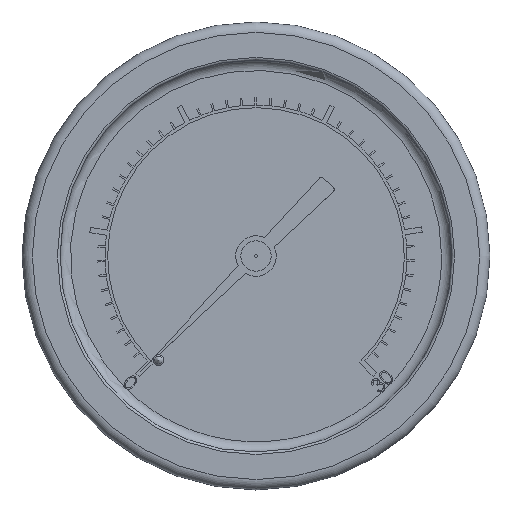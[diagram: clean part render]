
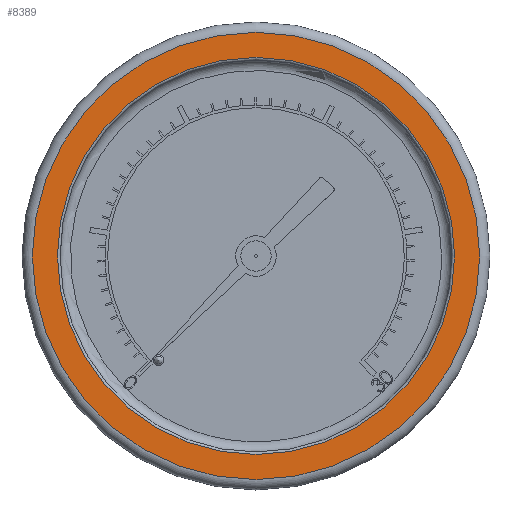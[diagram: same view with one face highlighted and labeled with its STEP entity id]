
A CAD part, top view. The second image highlights one B-rep face of the part: STEP entity #8389.
In plain terms, the highlighted planar face has unit normal (0, 0, 1).
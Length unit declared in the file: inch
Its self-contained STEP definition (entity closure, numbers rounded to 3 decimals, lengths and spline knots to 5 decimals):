
#787 = AXIS2_PLACEMENT_3D ( 'NONE', #7387, #12536, #16193 ) ;
#1933 = CARTESIAN_POINT ( 'NONE',  ( 1.151, 0., 0. ) ) ;
#3447 = VERTEX_POINT ( 'NONE', #16400 ) ;
#4123 = CIRCLE ( 'NONE', #13519, 1.151 ) ;
#4171 = DIRECTION ( 'NONE',  ( 0., 0., -1. ) ) ;
#4525 = ORIENTED_EDGE ( 'NONE', *, *, #9515, .T. ) ;
#6211 = FACE_OUTER_BOUND ( 'NONE', #6225, .T. ) ;
#6225 = EDGE_LOOP ( 'NONE', ( #4525 ) ) ;
#6658 = AXIS2_PLACEMENT_3D ( 'NONE', #8828, #11596, #13882 ) ;
#7387 = CARTESIAN_POINT ( 'NONE',  ( 0., 0., 0. ) ) ;
#7640 = FACE_BOUND ( 'NONE', #14233, .T. ) ;
#7755 = CARTESIAN_POINT ( 'NONE',  ( 0., 0., 0. ) ) ;
#8031 = CIRCLE ( 'NONE', #787, 1.2965 ) ;
#8389 = ADVANCED_FACE ( 'NONE', ( #7640, #6211 ), #11343, .T. ) ;
#8718 = VERTEX_POINT ( 'NONE', #1933 ) ;
#8828 = CARTESIAN_POINT ( 'NONE',  ( 0., 0., 0. ) ) ;
#9515 = EDGE_CURVE ( 'NONE', #3447, #3447, #8031, .T. ) ;
#11343 = PLANE ( 'NONE',  #6658 ) ;
#11596 = DIRECTION ( 'NONE',  ( 0., 0., 1. ) ) ;
#12536 = DIRECTION ( 'NONE',  ( 0., 0., 1. ) ) ;
#13343 = EDGE_CURVE ( 'NONE', #8718, #8718, #4123, .T. ) ;
#13519 = AXIS2_PLACEMENT_3D ( 'NONE', #7755, #4171, #14255 ) ;
#13717 = ORIENTED_EDGE ( 'NONE', *, *, #13343, .T. ) ;
#13882 = DIRECTION ( 'NONE',  ( 1., 0., 0. ) ) ;
#14233 = EDGE_LOOP ( 'NONE', ( #13717 ) ) ;
#14255 = DIRECTION ( 'NONE',  ( 1., 0., 0. ) ) ;
#16193 = DIRECTION ( 'NONE',  ( 1., 0., 0. ) ) ;
#16400 = CARTESIAN_POINT ( 'NONE',  ( 1.2965, 0., 0. ) ) ;
